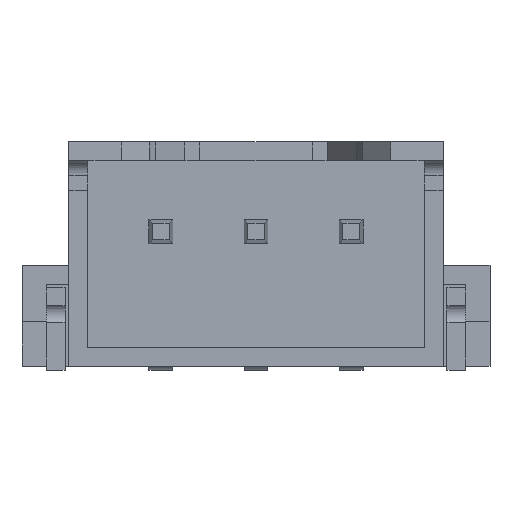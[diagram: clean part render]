
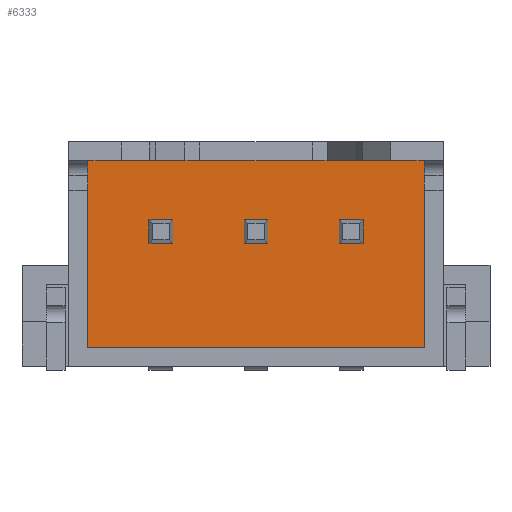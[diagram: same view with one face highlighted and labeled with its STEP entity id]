
A CAD part, front view. The second image highlights one B-rep face of the part: STEP entity #6333.
In plain terms, the highlighted planar face has unit normal (0, -1, 0).
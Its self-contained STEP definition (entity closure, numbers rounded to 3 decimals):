
#46 = LINE ( 'NONE', #3066, #544 ) ;
#76 = EDGE_CURVE ( 'NONE', #427, #7203, #5002, .T. ) ;
#91 = DIRECTION ( 'NONE',  ( 0., 0., 1. ) ) ;
#104 = CARTESIAN_POINT ( 'NONE',  ( -4.5, 6., 5.6 ) ) ;
#105 = ORIENTED_EDGE ( 'NONE', *, *, #7553, .T. ) ;
#111 = CARTESIAN_POINT ( 'NONE',  ( 4.5, 6., 0.6 ) ) ;
#171 = LINE ( 'NONE', #6022, #4536 ) ;
#303 = LINE ( 'NONE', #2512, #5753 ) ;
#313 = VERTEX_POINT ( 'NONE', #4722 ) ;
#329 = EDGE_CURVE ( 'NONE', #3524, #2741, #2998, .T. ) ;
#338 = VECTOR ( 'NONE', #4210, 1000. ) ;
#427 = VERTEX_POINT ( 'NONE', #3276 ) ;
#447 = CARTESIAN_POINT ( 'NONE',  ( -2.86, 6., 4.02 ) ) ;
#489 = EDGE_LOOP ( 'NONE', ( #105, #3950, #4166, #3817 ) ) ;
#544 = VECTOR ( 'NONE', #7593, 1000. ) ;
#578 = CARTESIAN_POINT ( 'NONE',  ( -2.22, 6., 4.02 ) ) ;
#660 = CARTESIAN_POINT ( 'NONE',  ( -4.5, 6., 5.6 ) ) ;
#661 = VECTOR ( 'NONE', #1769, 1000. ) ;
#675 = VECTOR ( 'NONE', #4741, 1000. ) ;
#934 = VECTOR ( 'NONE', #7008, 1000. ) ;
#1009 = CARTESIAN_POINT ( 'NONE',  ( -4.5, 6., 0.6 ) ) ;
#1131 = EDGE_CURVE ( 'NONE', #3325, #1536, #4631, .T. ) ;
#1154 = VECTOR ( 'NONE', #6518, 1000. ) ;
#1192 = CARTESIAN_POINT ( 'NONE',  ( 0.32, 6., 3.38 ) ) ;
#1248 = CARTESIAN_POINT ( 'NONE',  ( 0., 6., 3.38 ) ) ;
#1295 = LINE ( 'NONE', #2419, #338 ) ;
#1300 = VERTEX_POINT ( 'NONE', #447 ) ;
#1306 = VECTOR ( 'NONE', #2949, 1000. ) ;
#1309 = VECTOR ( 'NONE', #2447, 1000. ) ;
#1316 = CARTESIAN_POINT ( 'NONE',  ( 2.86, 6., 4.02 ) ) ;
#1366 = EDGE_CURVE ( 'NONE', #4503, #2679, #46, .T. ) ;
#1422 = EDGE_LOOP ( 'NONE', ( #3401, #4655, #5915, #3350 ) ) ;
#1496 = ORIENTED_EDGE ( 'NONE', *, *, #2978, .T. ) ;
#1498 = LINE ( 'NONE', #6683, #3520 ) ;
#1536 = VERTEX_POINT ( 'NONE', #4288 ) ;
#1596 = DIRECTION ( 'NONE',  ( 0., -1., 0. ) ) ;
#1603 = LINE ( 'NONE', #2859, #2428 ) ;
#1608 = AXIS2_PLACEMENT_3D ( 'NONE', #7491, #1596, #2775 ) ;
#1617 = EDGE_CURVE ( 'NONE', #7048, #5350, #5704, .T. ) ;
#1723 = CARTESIAN_POINT ( 'NONE',  ( 4.5, 6., 0.6 ) ) ;
#1753 = EDGE_CURVE ( 'NONE', #6855, #3524, #6389, .T. ) ;
#1762 = EDGE_CURVE ( 'NONE', #313, #427, #5921, .T. ) ;
#1769 = DIRECTION ( 'NONE',  ( -1., 0., 0. ) ) ;
#1934 = CARTESIAN_POINT ( 'NONE',  ( 2.86, 6., 3.38 ) ) ;
#1952 = ORIENTED_EDGE ( 'NONE', *, *, #6504, .T. ) ;
#2056 = LINE ( 'NONE', #6713, #3069 ) ;
#2173 = CARTESIAN_POINT ( 'NONE',  ( -0.32, 6., 0. ) ) ;
#2184 = DIRECTION ( 'NONE',  ( 0., 0., -1. ) ) ;
#2206 = CARTESIAN_POINT ( 'NONE',  ( -0.32, 6., 3.38 ) ) ;
#2250 = FACE_OUTER_BOUND ( 'NONE', #489, .T. ) ;
#2366 = VECTOR ( 'NONE', #2184, 1000. ) ;
#2419 = CARTESIAN_POINT ( 'NONE',  ( 0., 6., 3.38 ) ) ;
#2428 = VECTOR ( 'NONE', #5042, 1000. ) ;
#2447 = DIRECTION ( 'NONE',  ( 0., 0., -1. ) ) ;
#2450 = CARTESIAN_POINT ( 'NONE',  ( 0., 6., 4.02 ) ) ;
#2512 = CARTESIAN_POINT ( 'NONE',  ( 0., 6., 4.02 ) ) ;
#2526 = EDGE_CURVE ( 'NONE', #2758, #1300, #1498, .T. ) ;
#2605 = ORIENTED_EDGE ( 'NONE', *, *, #2526, .T. ) ;
#2679 = VERTEX_POINT ( 'NONE', #3008 ) ;
#2741 = VERTEX_POINT ( 'NONE', #104 ) ;
#2758 = VERTEX_POINT ( 'NONE', #5288 ) ;
#2775 = DIRECTION ( 'NONE',  ( 0., 0., -1. ) ) ;
#2804 = CARTESIAN_POINT ( 'NONE',  ( 0., 6., 4.02 ) ) ;
#2849 = LINE ( 'NONE', #660, #1309 ) ;
#2859 = CARTESIAN_POINT ( 'NONE',  ( 2.86, 6., 0. ) ) ;
#2911 = VECTOR ( 'NONE', #5615, 1000. ) ;
#2949 = DIRECTION ( 'NONE',  ( -1., 0., 0. ) ) ;
#2978 = EDGE_CURVE ( 'NONE', #5350, #3325, #1603, .T. ) ;
#2998 = LINE ( 'NONE', #4764, #1154 ) ;
#3008 = CARTESIAN_POINT ( 'NONE',  ( -2.22, 6., 3.38 ) ) ;
#3039 = DIRECTION ( 'NONE',  ( 1., 0., 0. ) ) ;
#3066 = CARTESIAN_POINT ( 'NONE',  ( -2.22, 6., 0. ) ) ;
#3069 = VECTOR ( 'NONE', #3039, 1000. ) ;
#3172 = CARTESIAN_POINT ( 'NONE',  ( 4.5, 6., 5.6 ) ) ;
#3276 = CARTESIAN_POINT ( 'NONE',  ( 0.32, 6., 4.02 ) ) ;
#3325 = VERTEX_POINT ( 'NONE', #1934 ) ;
#3350 = ORIENTED_EDGE ( 'NONE', *, *, #76, .T. ) ;
#3401 = ORIENTED_EDGE ( 'NONE', *, *, #5907, .T. ) ;
#3520 = VECTOR ( 'NONE', #6643, 1000. ) ;
#3524 = VERTEX_POINT ( 'NONE', #3172 ) ;
#3817 = ORIENTED_EDGE ( 'NONE', *, *, #329, .T. ) ;
#3950 = ORIENTED_EDGE ( 'NONE', *, *, #7025, .T. ) ;
#4038 = ORIENTED_EDGE ( 'NONE', *, *, #1131, .T. ) ;
#4166 = ORIENTED_EDGE ( 'NONE', *, *, #1753, .T. ) ;
#4174 = LINE ( 'NONE', #5324, #1306 ) ;
#4210 = DIRECTION ( 'NONE',  ( -1., 0., 0. ) ) ;
#4288 = CARTESIAN_POINT ( 'NONE',  ( 2.22, 6., 3.38 ) ) ;
#4498 = FACE_BOUND ( 'NONE', #6542, .T. ) ;
#4503 = VERTEX_POINT ( 'NONE', #578 ) ;
#4536 = VECTOR ( 'NONE', #91, 1000. ) ;
#4631 = LINE ( 'NONE', #1248, #661 ) ;
#4636 = DIRECTION ( 'NONE',  ( 1., 0., 0. ) ) ;
#4655 = ORIENTED_EDGE ( 'NONE', *, *, #5484, .T. ) ;
#4722 = CARTESIAN_POINT ( 'NONE',  ( -0.32, 6., 4.02 ) ) ;
#4741 = DIRECTION ( 'NONE',  ( 0., 0., 1. ) ) ;
#4764 = CARTESIAN_POINT ( 'NONE',  ( 4.5, 6., 5.6 ) ) ;
#4937 = EDGE_CURVE ( 'NONE', #2679, #2758, #4174, .T. ) ;
#4953 = LINE ( 'NONE', #2173, #2911 ) ;
#4961 = CARTESIAN_POINT ( 'NONE',  ( 0.32, 6., 0. ) ) ;
#5002 = LINE ( 'NONE', #4961, #2366 ) ;
#5013 = EDGE_LOOP ( 'NONE', ( #6988, #2605, #6641, #6806 ) ) ;
#5042 = DIRECTION ( 'NONE',  ( 0., 0., -1. ) ) ;
#5151 = FACE_BOUND ( 'NONE', #1422, .T. ) ;
#5288 = CARTESIAN_POINT ( 'NONE',  ( -2.86, 6., 3.38 ) ) ;
#5324 = CARTESIAN_POINT ( 'NONE',  ( 0., 6., 3.38 ) ) ;
#5350 = VERTEX_POINT ( 'NONE', #1316 ) ;
#5484 = EDGE_CURVE ( 'NONE', #5845, #313, #4953, .T. ) ;
#5574 = PLANE ( 'NONE',  #1608 ) ;
#5615 = DIRECTION ( 'NONE',  ( 0., 0., 1. ) ) ;
#5679 = CARTESIAN_POINT ( 'NONE',  ( 2.22, 6., 4.02 ) ) ;
#5704 = LINE ( 'NONE', #2804, #6197 ) ;
#5753 = VECTOR ( 'NONE', #6597, 1000. ) ;
#5845 = VERTEX_POINT ( 'NONE', #2206 ) ;
#5907 = EDGE_CURVE ( 'NONE', #7203, #5845, #1295, .T. ) ;
#5915 = ORIENTED_EDGE ( 'NONE', *, *, #1762, .T. ) ;
#5921 = LINE ( 'NONE', #2450, #934 ) ;
#6022 = CARTESIAN_POINT ( 'NONE',  ( 2.22, 6., 0. ) ) ;
#6197 = VECTOR ( 'NONE', #4636, 1000. ) ;
#6224 = FACE_BOUND ( 'NONE', #5013, .T. ) ;
#6333 = ADVANCED_FACE ( 'NONE', ( #2250, #5151, #6224, #4498 ), #5574, .T. ) ;
#6389 = LINE ( 'NONE', #111, #675 ) ;
#6504 = EDGE_CURVE ( 'NONE', #1536, #7048, #171, .T. ) ;
#6518 = DIRECTION ( 'NONE',  ( -1., 0., 0. ) ) ;
#6542 = EDGE_LOOP ( 'NONE', ( #4038, #1952, #7253, #1496 ) ) ;
#6597 = DIRECTION ( 'NONE',  ( 1., 0., 0. ) ) ;
#6604 = EDGE_CURVE ( 'NONE', #1300, #4503, #303, .T. ) ;
#6641 = ORIENTED_EDGE ( 'NONE', *, *, #6604, .T. ) ;
#6643 = DIRECTION ( 'NONE',  ( 0., 0., 1. ) ) ;
#6683 = CARTESIAN_POINT ( 'NONE',  ( -2.86, 6., 0. ) ) ;
#6713 = CARTESIAN_POINT ( 'NONE',  ( -4.5, 6., 0.6 ) ) ;
#6729 = VERTEX_POINT ( 'NONE', #1009 ) ;
#6806 = ORIENTED_EDGE ( 'NONE', *, *, #1366, .T. ) ;
#6855 = VERTEX_POINT ( 'NONE', #1723 ) ;
#6988 = ORIENTED_EDGE ( 'NONE', *, *, #4937, .T. ) ;
#7008 = DIRECTION ( 'NONE',  ( 1., 0., 0. ) ) ;
#7025 = EDGE_CURVE ( 'NONE', #6729, #6855, #2056, .T. ) ;
#7048 = VERTEX_POINT ( 'NONE', #5679 ) ;
#7203 = VERTEX_POINT ( 'NONE', #1192 ) ;
#7253 = ORIENTED_EDGE ( 'NONE', *, *, #1617, .T. ) ;
#7491 = CARTESIAN_POINT ( 'NONE',  ( 0., 6., 0. ) ) ;
#7553 = EDGE_CURVE ( 'NONE', #2741, #6729, #2849, .T. ) ;
#7593 = DIRECTION ( 'NONE',  ( 0., 0., -1. ) ) ;
